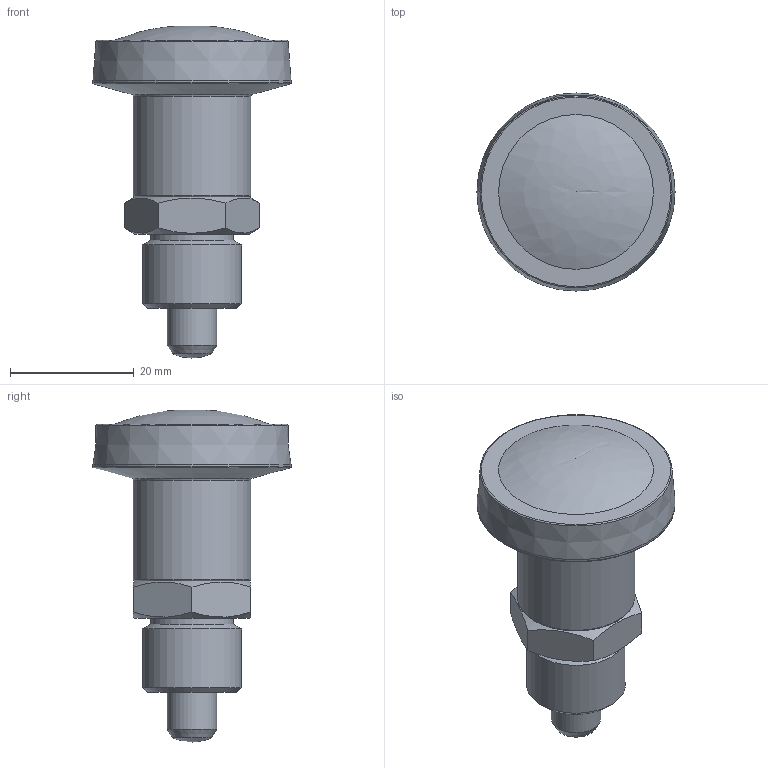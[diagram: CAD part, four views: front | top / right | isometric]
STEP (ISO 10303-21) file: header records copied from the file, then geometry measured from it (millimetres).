
FILE_DESCRIPTION( ( 'Unknown' ), '1' );
FILE_NAME( '6395717_PRCX_32.stp', 'Unknown', ( 'Unknown' ), ( 'Unknown' ), 'PSStep 14.0', 'Unknown', ' ' );
FILE_SCHEMA( ( 'AUTOMOTIVE_DESIGN { 1 0 10303 214 1 1 1 1 }' ) );
Length unit declared in the file: millimetre
Products named in the file (1): 8900456
Bounding box: 32 x 32 x 53.61 mm (x, y, z)
Volume: 15345.9 mm3; surface area: 7754.2 mm2
Topology: 1 solids, 8 shells, 74 faces, 171 edges, 113 vertices
Faces by surface type: plane 30, cone 22, cylinder 16, torus 4, sphere 1, bspline 1
Full cylindrical faces by diameter (mm): 4.8 x6, 5 x2, 8 x1, 8.1 x1, 11.7 x1, 12 x1, 13.4 x1, 16 x1, 19 x1, 32 x1
Entity records: 2451 total; most frequent: CARTESIAN_POINT 453, DIRECTION 298, ORIENTED_EDGE 212, AXIS2_PLACEMENT_3D 138, EDGE_LOOP 126, EDGE_CURVE 106, FACE_OUTER_BOUND 94, VERTEX_POINT 89
